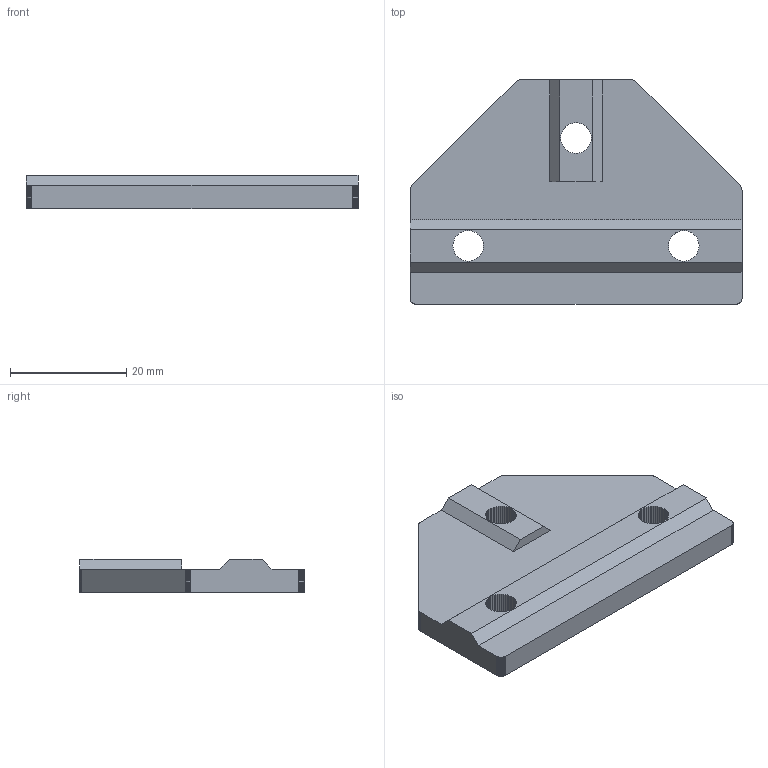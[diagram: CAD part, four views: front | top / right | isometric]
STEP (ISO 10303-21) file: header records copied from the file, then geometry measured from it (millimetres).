
FILE_DESCRIPTION(/* description */ (''),/* implementation_level */ '2;1');
FILE_NAME(/* name */ '2-2x1_Plate.stp',/* time_stamp */ '2017-03-23T13:07:28-04:00',/* author */ ('Tiktiki'),/* organization */ (''),/* preprocessor_version */ 'ST-DEVELOPER v16.1',/* originating_system */ 'Autodesk Inventor 2016',/* authorisation */ '');
FILE_SCHEMA (('AUTOMOTIVE_DESIGN { 1 0 10303 214 3 1 1 }'));
Length unit declared in the file: millimetre
Products named in the file (1): 2-2x1_Plate
Bounding box: 57 x 38.5 x 5.7 mm (x, y, z)
Volume: 7962.3 mm3; surface area: 4683.5 mm2
Topology: 1 solids, 1 shells, 348 faces, 810 edges, 462 vertices
Faces by surface type: plane 348
Entity records: 9418 total; most frequent: CARTESIAN_POINT 1621, ORIENTED_EDGE 1620, DIRECTION 1508, LINE 810, VECTOR 810, EDGE_CURVE 810, VERTEX_POINT 462, EDGE_LOOP 352
